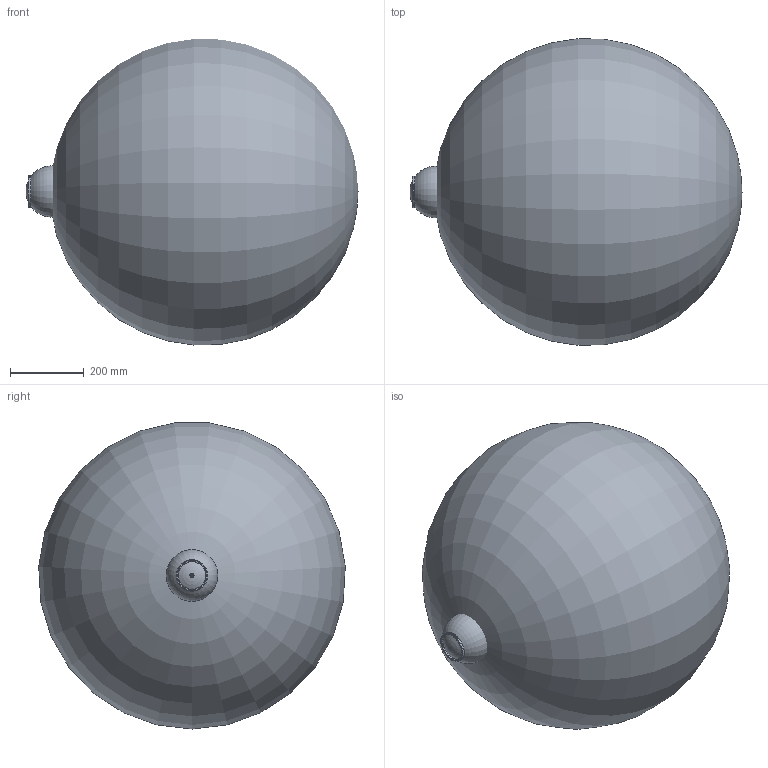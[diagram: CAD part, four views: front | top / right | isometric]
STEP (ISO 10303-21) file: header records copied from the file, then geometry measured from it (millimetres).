
FILE_DESCRIPTION (( 'STEP AP203' ), '1' );
FILE_NAME ('LA-0085-375F1消热差镜头-20230105.STEP', '2023-11-06T08:26:09', ( 'Windows User' ), ( 'P R C' ), 'SwSTEP 2.0', 'SolidWorks 2020', '' );
FILE_SCHEMA (( 'CONFIG_CONTROL_DESIGN' ));
Length unit declared in the file: millimetre
Products named in the file (1): LA-0085-375F1消热差镜头-20230105
Bounding box: 903.21 x 833.91 x 832.5 mm (x, y, z)
Surface area: 2296598.6 mm2 (no closed solid volume)
Topology: 0 solids, 3 shells, 504 faces, 1402 edges, 935 vertices
Faces by surface type: bspline 306, plane 150, cylinder 39, cone 7, torus 2
Full cylindrical faces by diameter (mm): 22.474 x1, 40.997 x1, 43.797 x1, 44.997 x1, 45.997 x1, 50.702 x1, 51 x1, 54 x1, 59 x1, 75 x1, 80.2 x1, 85 x1
Entity records: 40673 total; most frequent: CARTESIAN_POINT 29841, ORIENTED_EDGE 2731, EDGE_CURVE 1366, DIRECTION 1294, VERTEX_POINT 921, B_SPLINE_CURVE_WITH_KNOTS 618, VECTOR 600, LINE 600
